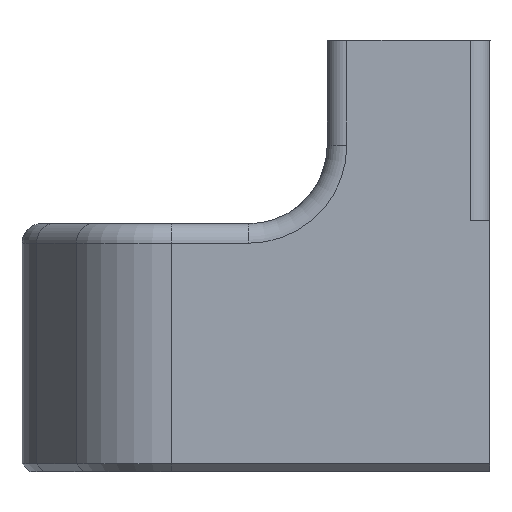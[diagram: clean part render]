
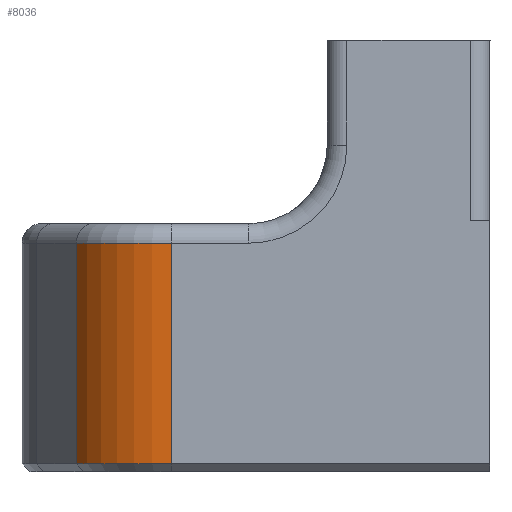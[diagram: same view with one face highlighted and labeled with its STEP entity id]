
A CAD part, front view. The second image highlights one B-rep face of the part: STEP entity #8036.
In plain terms, the highlighted cylindrical face has radius 5.6 mm (diameter 11.2 mm), a partial arc.
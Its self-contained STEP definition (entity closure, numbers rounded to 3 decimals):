
#563 = PLANE('',#564);
#564 = AXIS2_PLACEMENT_3D('',#565,#566,#567);
#565 = CARTESIAN_POINT('',(-29.1,-55.904,
    0.001));
#566 = DIRECTION('',(0.,1.,0.));
#567 = DIRECTION('',(1.,0.,0.));
#2310 = VERTEX_POINT('',#2311);
#2311 = CARTESIAN_POINT('',(-48.944,-55.904,
    -10.349));
#2398 = VERTEX_POINT('',#2399);
#2399 = CARTESIAN_POINT('',(-48.944,-55.904,
    -21.599));
#2420 = EDGE_CURVE('',#2398,#2310,#2421,.T.);
#2421 = SURFACE_CURVE('',#2422,(#2426,#2433),.PCURVE_S1.);
#2422 = LINE('',#2423,#2424);
#2423 = CARTESIAN_POINT('',(-48.944,-55.904,
    -10.499));
#2424 = VECTOR('',#2425,1.);
#2425 = DIRECTION('',(0.,0.,1.));
#2426 = PCURVE('',#563,#2427);
#2427 = DEFINITIONAL_REPRESENTATION('',(#2428),#2432);
#2428 = LINE('',#2429,#2430);
#2429 = CARTESIAN_POINT('',(-19.844,10.5));
#2430 = VECTOR('',#2431,1.);
#2431 = DIRECTION('',(0.,-1.));
#2432 = ( GEOMETRIC_REPRESENTATION_CONTEXT(2) 
PARAMETRIC_REPRESENTATION_CONTEXT() REPRESENTATION_CONTEXT('2D SPACE',''
  ) );
#2433 = PCURVE('',#2434,#2439);
#2434 = CYLINDRICAL_SURFACE('',#2435,5.6);
#2435 = AXIS2_PLACEMENT_3D('',#2436,#2437,#2438);
#2436 = CARTESIAN_POINT('',(-48.944,-50.304,
    -10.499));
#2437 = DIRECTION('',(0.,0.,1.));
#2438 = DIRECTION('',(-0.5,-0.866,0.));
#2439 = DEFINITIONAL_REPRESENTATION('',(#2440),#2444);
#2440 = LINE('',#2441,#2442);
#2441 = CARTESIAN_POINT('',(0.524,0.));
#2442 = VECTOR('',#2443,1.);
#2443 = DIRECTION('',(0.,1.));
#2444 = ( GEOMETRIC_REPRESENTATION_CONTEXT(2) 
PARAMETRIC_REPRESENTATION_CONTEXT() REPRESENTATION_CONTEXT('2D SPACE',''
  ) );
#2520 = CONICAL_SURFACE('',#2521,5.4,0.785);
#2521 = AXIS2_PLACEMENT_3D('',#2522,#2523,#2524);
#2522 = CARTESIAN_POINT('',(-48.944,-50.304,
    -21.799));
#2523 = DIRECTION('',(0.,0.,1.));
#2524 = DIRECTION('',(-0.5,-0.866,0.));
#8024 = TOROIDAL_SURFACE('',#8025,4.6,1.);
#8025 = AXIS2_PLACEMENT_3D('',#8026,#8027,#8028);
#8026 = CARTESIAN_POINT('',(-48.944,-50.304,
    -10.349));
#8027 = DIRECTION('',(0.,0.,-1.));
#8028 = DIRECTION('',(0.,1.,0.));
#8036 = ADVANCED_FACE('',(#8037),#2434,.T.);
#8037 = FACE_BOUND('',#8038,.T.);
#8038 = EDGE_LOOP('',(#8039,#8063,#8091,#8113));
#8039 = ORIENTED_EDGE('',*,*,#8040,.F.);
#8040 = EDGE_CURVE('',#8041,#2310,#8043,.T.);
#8041 = VERTEX_POINT('',#8042);
#8042 = CARTESIAN_POINT('',(-53.794,-53.104,
    -10.349));
#8043 = SURFACE_CURVE('',#8044,(#8049,#8056),.PCURVE_S1.);
#8044 = CIRCLE('',#8045,5.6);
#8045 = AXIS2_PLACEMENT_3D('',#8046,#8047,#8048);
#8046 = CARTESIAN_POINT('',(-48.944,-50.304,
    -10.349));
#8047 = DIRECTION('',(0.,0.,1.));
#8048 = DIRECTION('',(-0.5,-0.866,0.));
#8049 = PCURVE('',#2434,#8050);
#8050 = DEFINITIONAL_REPRESENTATION('',(#8051),#8055);
#8051 = LINE('',#8052,#8053);
#8052 = CARTESIAN_POINT('',(-6.283,0.15));
#8053 = VECTOR('',#8054,1.);
#8054 = DIRECTION('',(1.,0.));
#8055 = ( GEOMETRIC_REPRESENTATION_CONTEXT(2) 
PARAMETRIC_REPRESENTATION_CONTEXT() REPRESENTATION_CONTEXT('2D SPACE',''
  ) );
#8056 = PCURVE('',#8024,#8057);
#8057 = DEFINITIONAL_REPRESENTATION('',(#8058),#8062);
#8058 = LINE('',#8059,#8060);
#8059 = CARTESIAN_POINT('',(9.948,6.283));
#8060 = VECTOR('',#8061,1.);
#8061 = DIRECTION('',(-1.,0.));
#8062 = ( GEOMETRIC_REPRESENTATION_CONTEXT(2) 
PARAMETRIC_REPRESENTATION_CONTEXT() REPRESENTATION_CONTEXT('2D SPACE',''
  ) );
#8063 = ORIENTED_EDGE('',*,*,#8064,.T.);
#8064 = EDGE_CURVE('',#8041,#8065,#8067,.T.);
#8065 = VERTEX_POINT('',#8066);
#8066 = CARTESIAN_POINT('',(-53.794,-53.104,
    -21.599));
#8067 = SURFACE_CURVE('',#8068,(#8072,#8079),.PCURVE_S1.);
#8068 = LINE('',#8069,#8070);
#8069 = CARTESIAN_POINT('',(-53.794,-53.104,
    -10.499));
#8070 = VECTOR('',#8071,1.);
#8071 = DIRECTION('',(0.,0.,-1.));
#8072 = PCURVE('',#2434,#8073);
#8073 = DEFINITIONAL_REPRESENTATION('',(#8074),#8078);
#8074 = LINE('',#8075,#8076);
#8075 = CARTESIAN_POINT('',(-0.524,0.));
#8076 = VECTOR('',#8077,1.);
#8077 = DIRECTION('',(0.,-1.));
#8078 = ( GEOMETRIC_REPRESENTATION_CONTEXT(2) 
PARAMETRIC_REPRESENTATION_CONTEXT() REPRESENTATION_CONTEXT('2D SPACE',''
  ) );
#8079 = PCURVE('',#8080,#8085);
#8080 = PLANE('',#8081);
#8081 = AXIS2_PLACEMENT_3D('',#8082,#8083,#8084);
#8082 = CARTESIAN_POINT('',(-55.613,-49.954,
    -20.999));
#8083 = DIRECTION('',(-0.866,-0.5,0.));
#8084 = DIRECTION('',(0.5,-0.866,0.));
#8085 = DEFINITIONAL_REPRESENTATION('',(#8086),#8090);
#8086 = LINE('',#8087,#8088);
#8087 = CARTESIAN_POINT('',(3.637,10.5));
#8088 = VECTOR('',#8089,1.);
#8089 = DIRECTION('',(0.,-1.));
#8090 = ( GEOMETRIC_REPRESENTATION_CONTEXT(2) 
PARAMETRIC_REPRESENTATION_CONTEXT() REPRESENTATION_CONTEXT('2D SPACE',''
  ) );
#8091 = ORIENTED_EDGE('',*,*,#8092,.F.);
#8092 = EDGE_CURVE('',#2398,#8065,#8093,.T.);
#8093 = SURFACE_CURVE('',#8094,(#8099,#8106),.PCURVE_S1.);
#8094 = CIRCLE('',#8095,5.6);
#8095 = AXIS2_PLACEMENT_3D('',#8096,#8097,#8098);
#8096 = CARTESIAN_POINT('',(-48.944,-50.304,
    -21.599));
#8097 = DIRECTION('',(0.,0.,-1.));
#8098 = DIRECTION('',(-0.5,-0.866,0.));
#8099 = PCURVE('',#2434,#8100);
#8100 = DEFINITIONAL_REPRESENTATION('',(#8101),#8105);
#8101 = LINE('',#8102,#8103);
#8102 = CARTESIAN_POINT('',(6.283,-11.1));
#8103 = VECTOR('',#8104,1.);
#8104 = DIRECTION('',(-1.,0.));
#8105 = ( GEOMETRIC_REPRESENTATION_CONTEXT(2) 
PARAMETRIC_REPRESENTATION_CONTEXT() REPRESENTATION_CONTEXT('2D SPACE',''
  ) );
#8106 = PCURVE('',#2520,#8107);
#8107 = DEFINITIONAL_REPRESENTATION('',(#8108),#8112);
#8108 = LINE('',#8109,#8110);
#8109 = CARTESIAN_POINT('',(12.566,0.2));
#8110 = VECTOR('',#8111,1.);
#8111 = DIRECTION('',(-1.,0.));
#8112 = ( GEOMETRIC_REPRESENTATION_CONTEXT(2) 
PARAMETRIC_REPRESENTATION_CONTEXT() REPRESENTATION_CONTEXT('2D SPACE',''
  ) );
#8113 = ORIENTED_EDGE('',*,*,#2420,.T.);
